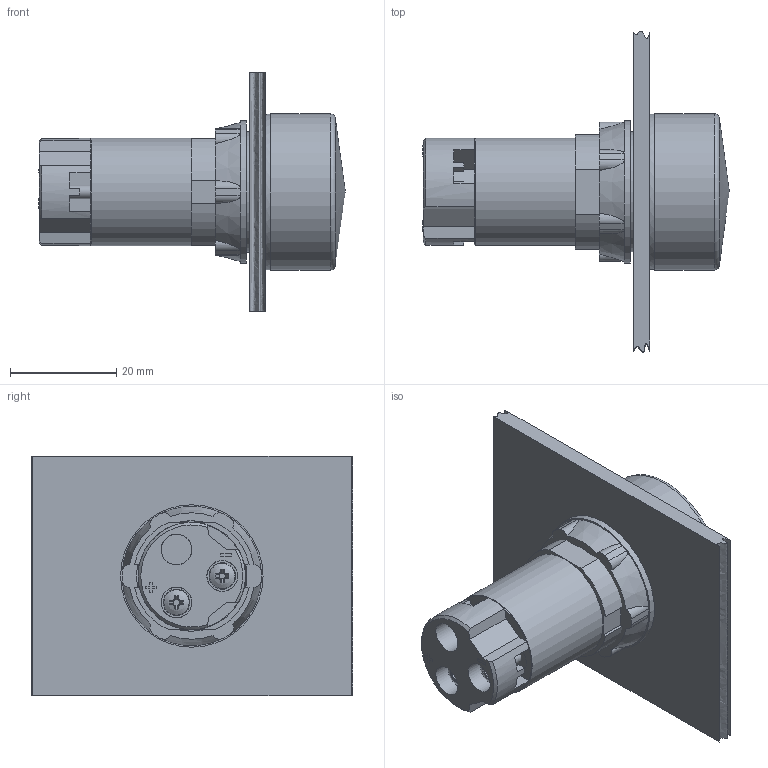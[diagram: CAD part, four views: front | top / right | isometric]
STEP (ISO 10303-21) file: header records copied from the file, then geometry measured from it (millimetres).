
FILE_DESCRIPTION((''),'2;1');
FILE_NAME('3PLBRxL-yyy.stp','2007-11-14T11:46:42',('Philipp'),(''),'Autodesk Inventor 2008','Autodesk Inventor 2008','');
FILE_SCHEMA(('AUTOMOTIVE_DESIGN { 1 0 10303 214 1 1 1 1 }'));
Length unit declared in the file: millimetre
Products named in the file (5): 3PLBRxL-yyy_assemly; 3PLBRxL-xxx; P2MN; DIN 7985 (H) M2; panel_long
Assembly tree (5 placements, depth 2):
  3PLBRxL-yyy_assemly
    3PLBRxL-xxx
    P2MN
    DIN 7985 (H) M2  x2
    panel_long
Bounding box: 57.7 x 60.45 x 45 mm (x, y, z)
Volume: 30161.3 mm3; surface area: 13401.2 mm2
Topology: 5 solids, 5 shells, 213 faces, 580 edges, 380 vertices
Faces by surface type: plane 131, cone 39, cylinder 36, bspline 4, sphere 2, torus 1
Full cylindrical faces by diameter (mm): 2.275 x2, 2.5 x2, 5.8 x6, 20 x1, 20.2 x1, 20.8 x1, 22.5 x1, 22.6 x1, 26.8 x1, 29.25 x1, 29.45 x1
Entity records: 5842 total; most frequent: CARTESIAN_POINT 1285, DIRECTION 920, ORIENTED_EDGE 892, EDGE_CURVE 446, AXIS2_PLACEMENT_3D 332, VERTEX_POINT 304, VECTOR 256, LINE 256
